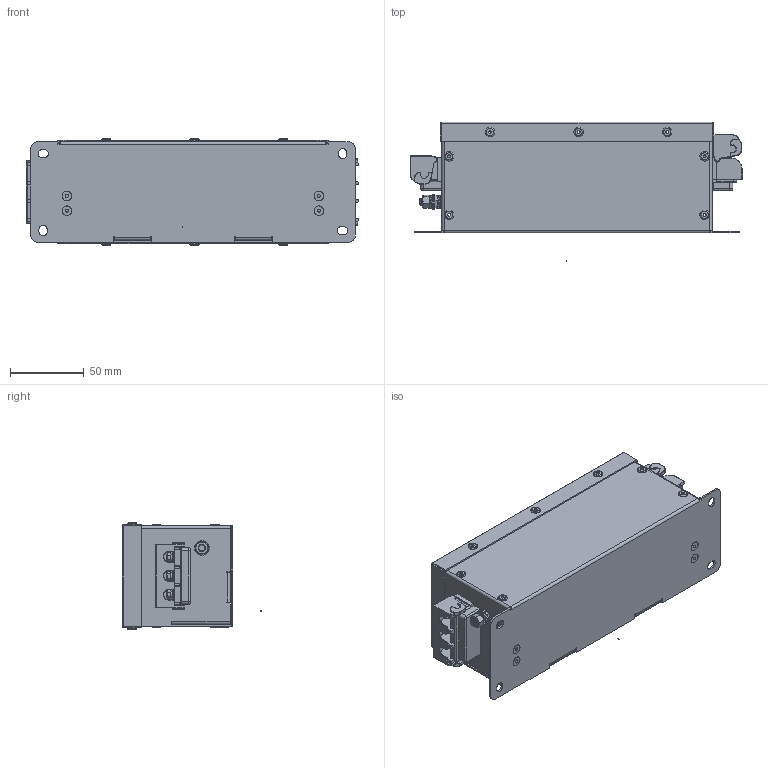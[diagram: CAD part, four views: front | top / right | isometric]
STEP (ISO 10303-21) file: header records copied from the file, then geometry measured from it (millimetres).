
FILE_DESCRIPTION (( 'STEP AP214' ), '1' );
FILE_NAME ('TB6-B020NBDC.STEP', '2022-05-10T18:46:03', ( '' ), ( '' ), 'SwSTEP 2.0', 'SolidWorks 2021', '' );
FILE_SCHEMA (( 'AUTOMOTIVE_DESIGN' ));
Length unit declared in the file: inch
Products named in the file (1): TB6-B020NBDC
Bounding box: 224.85 x 94.67 x 72 mm (x, y, z)
Volume: 247638.7 mm3; surface area: 151526.9 mm2
Topology: 47 solids, 49 shells, 1879 faces, 4831 edges, 3059 vertices
Faces by surface type: plane 876, cylinder 526, bspline 290, cone 149, torus 32, sphere 6
Entity records: 65474 total; most frequent: CARTESIAN_POINT 20505, ORIENTED_EDGE 9650, DIRECTION 8697, EDGE_CURVE 4825, VERTEX_POINT 3059, AXIS2_PLACEMENT_3D 2963, LINE 2771, VECTOR 2771
